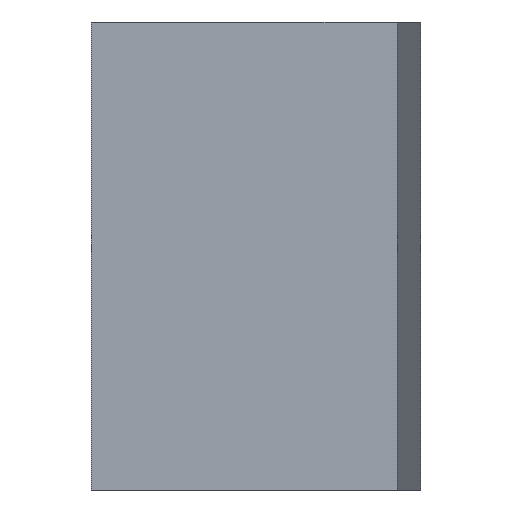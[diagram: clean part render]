
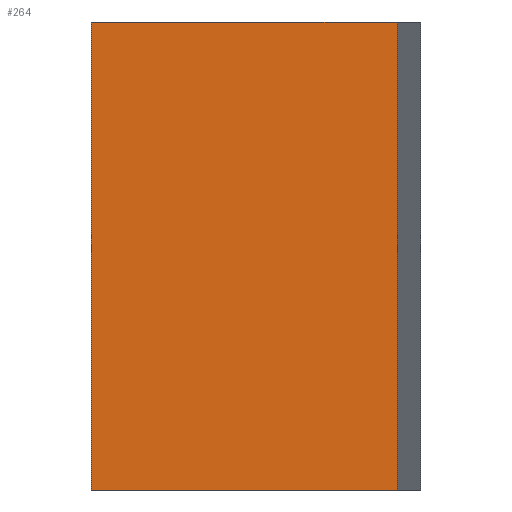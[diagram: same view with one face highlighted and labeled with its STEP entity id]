
A CAD part, left-side view. The second image highlights one B-rep face of the part: STEP entity #264.
In plain terms, the highlighted planar face has unit normal (-1, 0, 0).
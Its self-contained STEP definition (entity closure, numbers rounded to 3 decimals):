
#18=FACE_OUTER_BOUND('',#32,.T.);
#32=EDGE_LOOP('',(#187,#188,#189,#190));
#54=LINE('',#402,#90);
#55=LINE('',#405,#91);
#56=LINE('',#407,#92);
#57=LINE('',#408,#93);
#90=VECTOR('',#328,10.);
#91=VECTOR('',#331,10.);
#92=VECTOR('',#332,10.);
#93=VECTOR('',#333,10.);
#124=VERTEX_POINT('',#396);
#126=VERTEX_POINT('',#400);
#127=VERTEX_POINT('',#404);
#128=VERTEX_POINT('',#406);
#150=EDGE_CURVE('',#124,#126,#54,.T.);
#151=EDGE_CURVE('',#126,#127,#55,.T.);
#152=EDGE_CURVE('',#128,#127,#56,.T.);
#153=EDGE_CURVE('',#128,#124,#57,.T.);
#187=ORIENTED_EDGE('',*,*,#150,.T.);
#188=ORIENTED_EDGE('',*,*,#151,.T.);
#189=ORIENTED_EDGE('',*,*,#152,.F.);
#190=ORIENTED_EDGE('',*,*,#153,.T.);
#250=PLANE('',#298);
#264=ADVANCED_FACE('',(#18),#250,.T.);
#298=AXIS2_PLACEMENT_3D('',#403,#329,#330);
#328=DIRECTION('',(0.,0.,1.));
#329=DIRECTION('center_axis',(-1.,0.,0.));
#330=DIRECTION('ref_axis',(0.,0.,1.));
#331=DIRECTION('',(0.,1.,0.));
#332=DIRECTION('',(0.,0.,1.));
#333=DIRECTION('',(0.,-1.,0.));
#396=CARTESIAN_POINT('',(-6.1,-0.5,-15.));
#400=CARTESIAN_POINT('',(-6.1,-0.5,15.));
#402=CARTESIAN_POINT('',(-6.1,-0.5,-1.));
#403=CARTESIAN_POINT('Origin',(-6.1,0.,-17.));
#404=CARTESIAN_POINT('',(-6.1,19.1,15.));
#405=CARTESIAN_POINT('',(-6.1,4.275,15.));
#406=CARTESIAN_POINT('',(-6.1,19.1,-15.));
#407=CARTESIAN_POINT('',(-6.1,19.1,-17.));
#408=CARTESIAN_POINT('',(-6.1,4.275,-15.));
